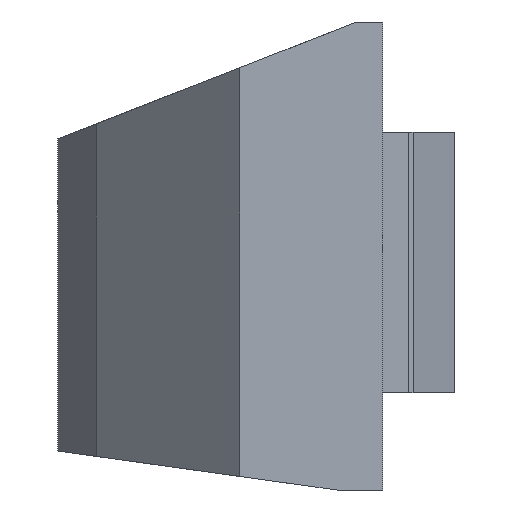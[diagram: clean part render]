
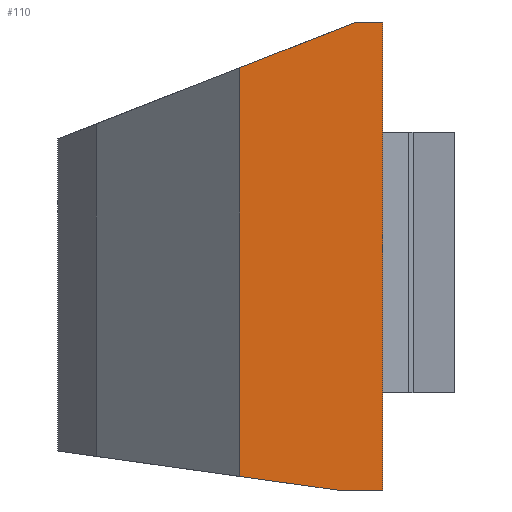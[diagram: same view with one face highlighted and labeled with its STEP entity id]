
A CAD part, left-side view. The second image highlights one B-rep face of the part: STEP entity #110.
In plain terms, the highlighted planar face has unit normal (-1, 0, 0).
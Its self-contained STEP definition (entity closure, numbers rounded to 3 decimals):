
#110=ADVANCED_FACE('',(#203),#159,.F.);
#159=PLANE('',#1052);
#203=FACE_OUTER_BOUND('',#253,.T.);
#253=EDGE_LOOP('',(#590,#591,#592,#593,#594,#595));
#319=LINE('',#1391,#445);
#328=LINE('',#1410,#454);
#329=LINE('',#1413,#455);
#330=LINE('',#1415,#456);
#331=LINE('',#1416,#457);
#332=LINE('',#1418,#458);
#445=VECTOR('',#1139,1.);
#454=VECTOR('',#1152,1.);
#455=VECTOR('',#1153,1.);
#456=VECTOR('',#1154,1.);
#457=VECTOR('',#1155,1.);
#458=VECTOR('',#1156,1.);
#590=ORIENTED_EDGE('',*,*,#938,.T.);
#591=ORIENTED_EDGE('',*,*,#939,.T.);
#592=ORIENTED_EDGE('',*,*,#940,.T.);
#593=ORIENTED_EDGE('',*,*,#929,.F.);
#594=ORIENTED_EDGE('',*,*,#941,.F.);
#595=ORIENTED_EDGE('',*,*,#942,.T.);
#834=VERTEX_POINT('',#1385);
#837=VERTEX_POINT('',#1390);
#846=VERTEX_POINT('',#1411);
#847=VERTEX_POINT('',#1412);
#848=VERTEX_POINT('',#1414);
#849=VERTEX_POINT('',#1417);
#929=EDGE_CURVE('',#837,#834,#319,.T.);
#938=EDGE_CURVE('',#846,#847,#328,.T.);
#939=EDGE_CURVE('',#847,#848,#329,.T.);
#940=EDGE_CURVE('',#848,#834,#330,.T.);
#941=EDGE_CURVE('',#849,#837,#331,.T.);
#942=EDGE_CURVE('',#849,#846,#332,.T.);
#1052=AXIS2_PLACEMENT_3D('',#1419,#1157,#1158);
#1139=DIRECTION('',(0.,0.,-1.));
#1152=DIRECTION('',(0.,0.,-1.));
#1153=DIRECTION('',(0.,-0.99,-0.138));
#1154=DIRECTION('',(0.,-1.,0.));
#1155=DIRECTION('',(0.,-1.,0.));
#1156=DIRECTION('',(0.,0.931,-0.364));
#1157=DIRECTION('',(1.,0.,0.));
#1158=DIRECTION('',(0.,0.,-1.));
#1385=CARTESIAN_POINT('',(-60.,-20.,-18.));
#1390=CARTESIAN_POINT('',(-60.,-20.,18.));
#1391=CARTESIAN_POINT('',(-60.,-20.,18.));
#1410=CARTESIAN_POINT('',(-60.,-9.,18.));
#1411=CARTESIAN_POINT('',(-60.,-9.,14.478));
#1412=CARTESIAN_POINT('',(-60.,-9.,-16.953));
#1413=CARTESIAN_POINT('',(-60.,5.,-15.));
#1414=CARTESIAN_POINT('',(-60.,-16.5,-18.));
#1415=CARTESIAN_POINT('',(-60.,20.,-18.));
#1416=CARTESIAN_POINT('',(-60.,20.,18.));
#1417=CARTESIAN_POINT('',(-60.,-18.,18.));
#1418=CARTESIAN_POINT('',(-60.,-18.,18.));
#1419=CARTESIAN_POINT('',(-60.,20.,18.));
